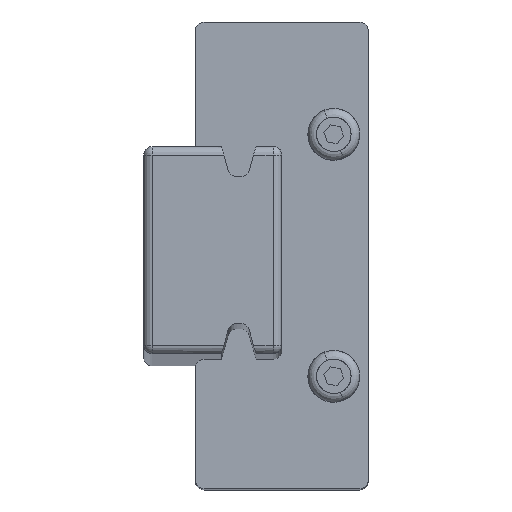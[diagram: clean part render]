
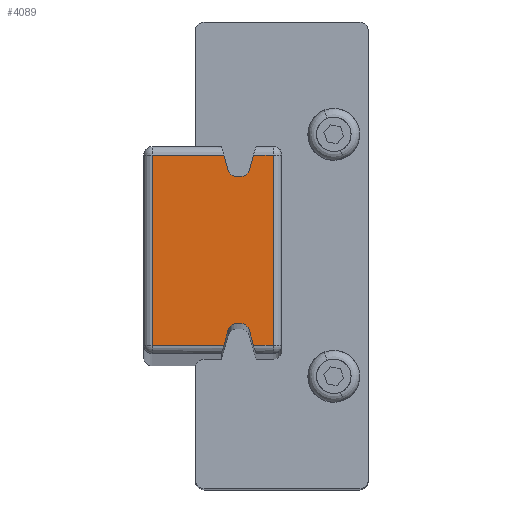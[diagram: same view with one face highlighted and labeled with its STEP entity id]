
A CAD part, top view. The second image highlights one B-rep face of the part: STEP entity #4089.
In plain terms, the highlighted face is planar.
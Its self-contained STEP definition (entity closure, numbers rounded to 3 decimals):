
#299 = EDGE_CURVE ( 'NONE', #4335, #7947, #5344, .T. ) ;
#300 = CARTESIAN_POINT ( 'NONE',  ( 0., 5.5, -4. ) ) ;
#311 = ORIENTED_EDGE ( 'NONE', *, *, #299, .F. ) ;
#423 = EDGE_CURVE ( 'NONE', #7028, #1212, #2341, .T. ) ;
#437 = CARTESIAN_POINT ( 'NONE',  ( 0., -6., -3.5 ) ) ;
#493 = EDGE_CURVE ( 'NONE', #1212, #1266, #3166, .T. ) ;
#559 = EDGE_CURVE ( 'NONE', #4999, #5216, #4742, .T. ) ;
#576 = CARTESIAN_POINT ( 'NONE',  ( 0., 5.5, -3.5 ) ) ;
#597 = DIRECTION ( 'NONE',  ( 0., 0., 1. ) ) ;
#719 = VECTOR ( 'NONE', #6756, 1000. ) ;
#750 = VECTOR ( 'NONE', #2652, 1000. ) ;
#848 = ORIENTED_EDGE ( 'NONE', *, *, #1027, .T. ) ;
#930 = CARTESIAN_POINT ( 'NONE',  ( 0., -5.5, 2.358 ) ) ;
#1027 = EDGE_CURVE ( 'NONE', #1487, #4875, #9323, .T. ) ;
#1090 = VECTOR ( 'NONE', #9012, 1000. ) ;
#1118 = VERTEX_POINT ( 'NONE', #5242 ) ;
#1186 = CIRCLE ( 'NONE', #2388, 0.5 ) ;
#1212 = VERTEX_POINT ( 'NONE', #6000 ) ;
#1266 = VERTEX_POINT ( 'NONE', #2335 ) ;
#1318 = DIRECTION ( 'NONE',  ( 0., 0.961, -0.276 ) ) ;
#1326 = LINE ( 'NONE', #300, #8505 ) ;
#1487 = VERTEX_POINT ( 'NONE', #9558 ) ;
#1521 = CARTESIAN_POINT ( 'NONE',  ( 0., -4.75, 1.623 ) ) ;
#1533 = DIRECTION ( 'NONE',  ( -1., 0., 0. ) ) ;
#1828 = CARTESIAN_POINT ( 'NONE',  ( 0., 4.75, 1.377 ) ) ;
#2001 = CARTESIAN_POINT ( 'NONE',  ( 0., -4.25, 2.5 ) ) ;
#2004 = CARTESIAN_POINT ( 'NONE',  ( 0., -4.75, 1.377 ) ) ;
#2005 = AXIS2_PLACEMENT_3D ( 'NONE', #3673, #2869, #597 ) ;
#2018 = CARTESIAN_POINT ( 'NONE',  ( 0., 4.25, 1. ) ) ;
#2072 = CARTESIAN_POINT ( 'NONE',  ( 0., 4.25, 1.377 ) ) ;
#2084 = EDGE_CURVE ( 'NONE', #3162, #1118, #3347, .T. ) ;
#2335 = CARTESIAN_POINT ( 'NONE',  ( 0., -5.5, 0.642 ) ) ;
#2341 = LINE ( 'NONE', #437, #5468 ) ;
#2347 = CARTESIAN_POINT ( 'NONE',  ( 0., 4.25, 1.623 ) ) ;
#2363 = PLANE ( 'NONE',  #2397 ) ;
#2388 = AXIS2_PLACEMENT_3D ( 'NONE', #1828, #6465, #4942 ) ;
#2397 = AXIS2_PLACEMENT_3D ( 'NONE', #3025, #1533, #5381 ) ;
#2604 = EDGE_CURVE ( 'NONE', #4999, #3162, #1186, .T. ) ;
#2652 = DIRECTION ( 'NONE',  ( 0., 0., 1. ) ) ;
#2693 = VECTOR ( 'NONE', #8115, 1000. ) ;
#2775 = LINE ( 'NONE', #4100, #750 ) ;
#2869 = DIRECTION ( 'NONE',  ( 1., 0., 0. ) ) ;
#2887 = CARTESIAN_POINT ( 'NONE',  ( 0., 4.612, 0.896 ) ) ;
#2926 = VECTOR ( 'NONE', #5867, 1000. ) ;
#3025 = CARTESIAN_POINT ( 'NONE',  ( 0., 0., 0. ) ) ;
#3162 = VERTEX_POINT ( 'NONE', #2887 ) ;
#3166 = LINE ( 'NONE', #3583, #7498 ) ;
#3338 = ORIENTED_EDGE ( 'NONE', *, *, #423, .T. ) ;
#3347 = LINE ( 'NONE', #2018, #6855 ) ;
#3444 = AXIS2_PLACEMENT_3D ( 'NONE', #2004, #6572, #5055 ) ;
#3498 = CARTESIAN_POINT ( 'NONE',  ( 0., 4.25, 2.5 ) ) ;
#3563 = EDGE_CURVE ( 'NONE', #1118, #7028, #1326, .T. ) ;
#3583 = CARTESIAN_POINT ( 'NONE',  ( 0., -5.5, 0.5 ) ) ;
#3624 = ORIENTED_EDGE ( 'NONE', *, *, #2084, .T. ) ;
#3673 = CARTESIAN_POINT ( 'NONE',  ( 0., 4.75, 1.623 ) ) ;
#3799 = LINE ( 'NONE', #8335, #8082 ) ;
#4018 = DIRECTION ( 'NONE',  ( 0., 0., -1. ) ) ;
#4051 = CARTESIAN_POINT ( 'NONE',  ( 0., -5.994, 0.5 ) ) ;
#4089 = ADVANCED_FACE ( 'NONE', ( #8493 ), #2363, .T. ) ;
#4100 = CARTESIAN_POINT ( 'NONE',  ( 0., -5.5, 4. ) ) ;
#4323 = DIRECTION ( 'NONE',  ( 0., -0.961, -0.276 ) ) ;
#4335 = VERTEX_POINT ( 'NONE', #5026 ) ;
#4347 = DIRECTION ( 'NONE',  ( 0., 0., 1. ) ) ;
#4357 = CARTESIAN_POINT ( 'NONE',  ( 0., 5.994, 2.5 ) ) ;
#4568 = EDGE_CURVE ( 'NONE', #4335, #8167, #9702, .T. ) ;
#4742 = LINE ( 'NONE', #3498, #2693 ) ;
#4861 = ORIENTED_EDGE ( 'NONE', *, *, #8832, .T. ) ;
#4875 = VERTEX_POINT ( 'NONE', #5769 ) ;
#4942 = DIRECTION ( 'NONE',  ( 0., 0., 1. ) ) ;
#4959 = EDGE_LOOP ( 'NONE', ( #3338, #5804, #8554, #6895, #311, #6510, #5673, #5677, #4861, #9905, #848, #9130, #9689, #6067, #3624, #6329 ) ) ;
#4999 = VERTEX_POINT ( 'NONE', #2072 ) ;
#5026 = CARTESIAN_POINT ( 'NONE',  ( 0., -4.25, 1.623 ) ) ;
#5055 = DIRECTION ( 'NONE',  ( 0., 0., 1. ) ) ;
#5216 = VERTEX_POINT ( 'NONE', #2347 ) ;
#5242 = CARTESIAN_POINT ( 'NONE',  ( 0., 5.5, 0.642 ) ) ;
#5344 = LINE ( 'NONE', #2001, #2926 ) ;
#5354 = VERTEX_POINT ( 'NONE', #930 ) ;
#5381 = DIRECTION ( 'NONE',  ( 0., 0., 1. ) ) ;
#5468 = VECTOR ( 'NONE', #8131, 1000. ) ;
#5673 = ORIENTED_EDGE ( 'NONE', *, *, #8823, .T. ) ;
#5677 = ORIENTED_EDGE ( 'NONE', *, *, #7930, .T. ) ;
#5720 = VERTEX_POINT ( 'NONE', #7560 ) ;
#5738 = CARTESIAN_POINT ( 'NONE',  ( 0., -4.25, 1.377 ) ) ;
#5769 = CARTESIAN_POINT ( 'NONE',  ( 0., 4.612, 2.104 ) ) ;
#5804 = ORIENTED_EDGE ( 'NONE', *, *, #493, .T. ) ;
#5867 = DIRECTION ( 'NONE',  ( 0., 0., -1. ) ) ;
#6000 = CARTESIAN_POINT ( 'NONE',  ( 0., -5.5, -3.5 ) ) ;
#6067 = ORIENTED_EDGE ( 'NONE', *, *, #2604, .T. ) ;
#6103 = EDGE_CURVE ( 'NONE', #8191, #7947, #9441, .T. ) ;
#6235 = EDGE_CURVE ( 'NONE', #5720, #1487, #3799, .T. ) ;
#6252 = LINE ( 'NONE', #4051, #6722 ) ;
#6329 = ORIENTED_EDGE ( 'NONE', *, *, #3563, .T. ) ;
#6465 = DIRECTION ( 'NONE',  ( 1., 0., 0. ) ) ;
#6471 = DIRECTION ( 'NONE',  ( 0., 0.961, 0.276 ) ) ;
#6510 = ORIENTED_EDGE ( 'NONE', *, *, #4568, .T. ) ;
#6572 = DIRECTION ( 'NONE',  ( 1., 0., 0. ) ) ;
#6608 = LINE ( 'NONE', #9093, #1090 ) ;
#6722 = VECTOR ( 'NONE', #6471, 1000. ) ;
#6756 = DIRECTION ( 'NONE',  ( 0., -0.961, 0.276 ) ) ;
#6855 = VECTOR ( 'NONE', #1318, 1000. ) ;
#6895 = ORIENTED_EDGE ( 'NONE', *, *, #6103, .T. ) ;
#7028 = VERTEX_POINT ( 'NONE', #576 ) ;
#7320 = CARTESIAN_POINT ( 'NONE',  ( 0., -4.612, 2.104 ) ) ;
#7436 = LINE ( 'NONE', #8236, #719 ) ;
#7498 = VECTOR ( 'NONE', #4347, 1000. ) ;
#7560 = CARTESIAN_POINT ( 'NONE',  ( 0., 5.5, 3.5 ) ) ;
#7930 = EDGE_CURVE ( 'NONE', #5354, #8834, #2775, .T. ) ;
#7947 = VERTEX_POINT ( 'NONE', #5738 ) ;
#8082 = VECTOR ( 'NONE', #8970, 1000. ) ;
#8115 = DIRECTION ( 'NONE',  ( 0., 0., 1. ) ) ;
#8131 = DIRECTION ( 'NONE',  ( 0., -1., 0. ) ) ;
#8167 = VERTEX_POINT ( 'NONE', #7320 ) ;
#8191 = VERTEX_POINT ( 'NONE', #8231 ) ;
#8231 = CARTESIAN_POINT ( 'NONE',  ( 0., -4.612, 0.896 ) ) ;
#8236 = CARTESIAN_POINT ( 'NONE',  ( 0., -4.25, 2. ) ) ;
#8261 = DIRECTION ( 'NONE',  ( 1., 0., 0. ) ) ;
#8291 = CARTESIAN_POINT ( 'NONE',  ( 0., -5.5, 3.5 ) ) ;
#8295 = EDGE_CURVE ( 'NONE', #4875, #5216, #8750, .T. ) ;
#8335 = CARTESIAN_POINT ( 'NONE',  ( 0., 5.5, 2.5 ) ) ;
#8493 = FACE_OUTER_BOUND ( 'NONE', #4959, .T. ) ;
#8505 = VECTOR ( 'NONE', #4018, 1000. ) ;
#8554 = ORIENTED_EDGE ( 'NONE', *, *, #9248, .T. ) ;
#8750 = CIRCLE ( 'NONE', #2005, 0.5 ) ;
#8804 = AXIS2_PLACEMENT_3D ( 'NONE', #1521, #8261, #9933 ) ;
#8823 = EDGE_CURVE ( 'NONE', #8167, #5354, #7436, .T. ) ;
#8832 = EDGE_CURVE ( 'NONE', #8834, #5720, #6608, .T. ) ;
#8834 = VERTEX_POINT ( 'NONE', #8291 ) ;
#8970 = DIRECTION ( 'NONE',  ( 0., 0., -1. ) ) ;
#9012 = DIRECTION ( 'NONE',  ( 0., 1., 0. ) ) ;
#9093 = CARTESIAN_POINT ( 'NONE',  ( 0., 6., 3.5 ) ) ;
#9130 = ORIENTED_EDGE ( 'NONE', *, *, #8295, .T. ) ;
#9248 = EDGE_CURVE ( 'NONE', #1266, #8191, #6252, .T. ) ;
#9323 = LINE ( 'NONE', #4357, #9443 ) ;
#9441 = CIRCLE ( 'NONE', #3444, 0.5 ) ;
#9443 = VECTOR ( 'NONE', #4323, 1000. ) ;
#9558 = CARTESIAN_POINT ( 'NONE',  ( 0., 5.5, 2.358 ) ) ;
#9689 = ORIENTED_EDGE ( 'NONE', *, *, #559, .F. ) ;
#9702 = CIRCLE ( 'NONE', #8804, 0.5 ) ;
#9905 = ORIENTED_EDGE ( 'NONE', *, *, #6235, .T. ) ;
#9933 = DIRECTION ( 'NONE',  ( 0., 0., 1. ) ) ;
